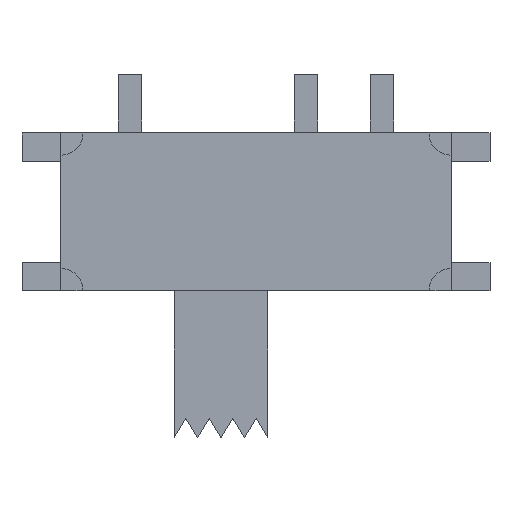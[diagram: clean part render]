
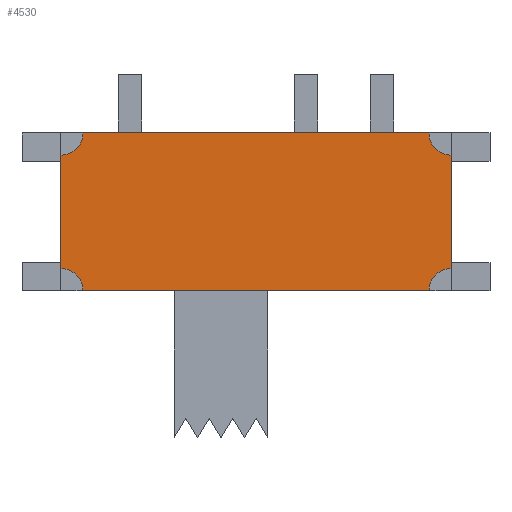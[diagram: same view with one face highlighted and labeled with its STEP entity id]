
A CAD part, top view. The second image highlights one B-rep face of the part: STEP entity #4530.
In plain terms, the highlighted planar face has unit normal (0, 0, 1).
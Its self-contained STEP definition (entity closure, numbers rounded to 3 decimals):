
#19=CIRCLE('',#4782,0.381);
#20=CIRCLE('',#4783,0.381);
#21=CIRCLE('',#4784,0.381);
#22=CIRCLE('',#4785,0.381);
#453=FACE_OUTER_BOUND('',#720,.T.);
#720=EDGE_LOOP('',(#3780,#3781,#3782,#3783,#3784,#3785,#3786,#3787));
#1167=LINE('',#7782,#1699);
#1174=LINE('',#7795,#1706);
#1182=LINE('',#7811,#1714);
#1187=LINE('',#7821,#1719);
#1699=VECTOR('',#5527,1000.);
#1706=VECTOR('',#5536,1000.);
#1714=VECTOR('',#5546,1000.);
#1719=VECTOR('',#5553,1000.);
#2172=VERTEX_POINT('',#7779);
#2173=VERTEX_POINT('',#7781);
#2177=VERTEX_POINT('',#7792);
#2178=VERTEX_POINT('',#7794);
#2184=VERTEX_POINT('',#7808);
#2185=VERTEX_POINT('',#7810);
#2188=VERTEX_POINT('',#7818);
#2189=VERTEX_POINT('',#7820);
#2721=EDGE_CURVE('',#2173,#2172,#1167,.T.);
#2728=EDGE_CURVE('',#2178,#2177,#1174,.T.);
#2736=EDGE_CURVE('',#2185,#2184,#1182,.T.);
#2741=EDGE_CURVE('',#2189,#2188,#1187,.T.);
#2746=EDGE_CURVE('',#2177,#2173,#19,.T.);
#2747=EDGE_CURVE('',#2172,#2185,#20,.T.);
#2748=EDGE_CURVE('',#2184,#2189,#21,.T.);
#2749=EDGE_CURVE('',#2188,#2178,#22,.T.);
#3780=ORIENTED_EDGE('',*,*,#2728,.T.);
#3781=ORIENTED_EDGE('',*,*,#2746,.T.);
#3782=ORIENTED_EDGE('',*,*,#2721,.T.);
#3783=ORIENTED_EDGE('',*,*,#2747,.T.);
#3784=ORIENTED_EDGE('',*,*,#2736,.T.);
#3785=ORIENTED_EDGE('',*,*,#2748,.T.);
#3786=ORIENTED_EDGE('',*,*,#2741,.T.);
#3787=ORIENTED_EDGE('',*,*,#2749,.T.);
#4281=PLANE('',#4781);
#4530=ADVANCED_FACE('',(#453),#4281,.T.);
#4781=AXIS2_PLACEMENT_3D('',#7828,#5558,#5559);
#4782=AXIS2_PLACEMENT_3D('',#7829,#5560,#5561);
#4783=AXIS2_PLACEMENT_3D('',#7830,#5562,#5563);
#4784=AXIS2_PLACEMENT_3D('',#7831,#5564,#5565);
#4785=AXIS2_PLACEMENT_3D('',#7832,#5566,#5567);
#5527=DIRECTION('',(0.,-1.,0.));
#5536=DIRECTION('',(-1.,0.,0.));
#5546=DIRECTION('',(1.,0.,0.));
#5553=DIRECTION('',(0.,1.,0.));
#5558=DIRECTION('center_axis',(0.,0.,1.));
#5559=DIRECTION('ref_axis',(0.,-1.,0.));
#5560=DIRECTION('center_axis',(0.,0.,-1.));
#5561=DIRECTION('ref_axis',(0.,-1.,0.));
#5562=DIRECTION('center_axis',(0.,0.,-1.));
#5563=DIRECTION('ref_axis',(0.,-1.,0.));
#5564=DIRECTION('center_axis',(0.,0.,-1.));
#5565=DIRECTION('ref_axis',(0.,-1.,0.));
#5566=DIRECTION('center_axis',(0.,0.,-1.));
#5567=DIRECTION('ref_axis',(0.,-1.,0.));
#7779=CARTESIAN_POINT('',(2.687,0.381,1.422));
#7781=CARTESIAN_POINT('',(2.687,2.311,1.422));
#7782=CARTESIAN_POINT('',(2.687,2.692,1.422));
#7792=CARTESIAN_POINT('',(3.068,2.692,1.422));
#7794=CARTESIAN_POINT('',(8.961,2.692,1.422));
#7795=CARTESIAN_POINT('',(9.342,2.692,1.422));
#7808=CARTESIAN_POINT('',(8.961,0.,1.422));
#7810=CARTESIAN_POINT('',(3.068,0.,1.422));
#7811=CARTESIAN_POINT('',(2.687,0.,1.422));
#7818=CARTESIAN_POINT('',(9.342,2.311,1.422));
#7820=CARTESIAN_POINT('',(9.342,0.381,1.422));
#7821=CARTESIAN_POINT('',(9.342,0.,1.422));
#7828=CARTESIAN_POINT('Origin',(2.687,2.692,1.422));
#7829=CARTESIAN_POINT('Origin',(2.687,2.692,1.422));
#7830=CARTESIAN_POINT('Origin',(2.687,0.,1.422));
#7831=CARTESIAN_POINT('Origin',(9.342,0.,1.422));
#7832=CARTESIAN_POINT('Origin',(9.342,2.692,1.422));
